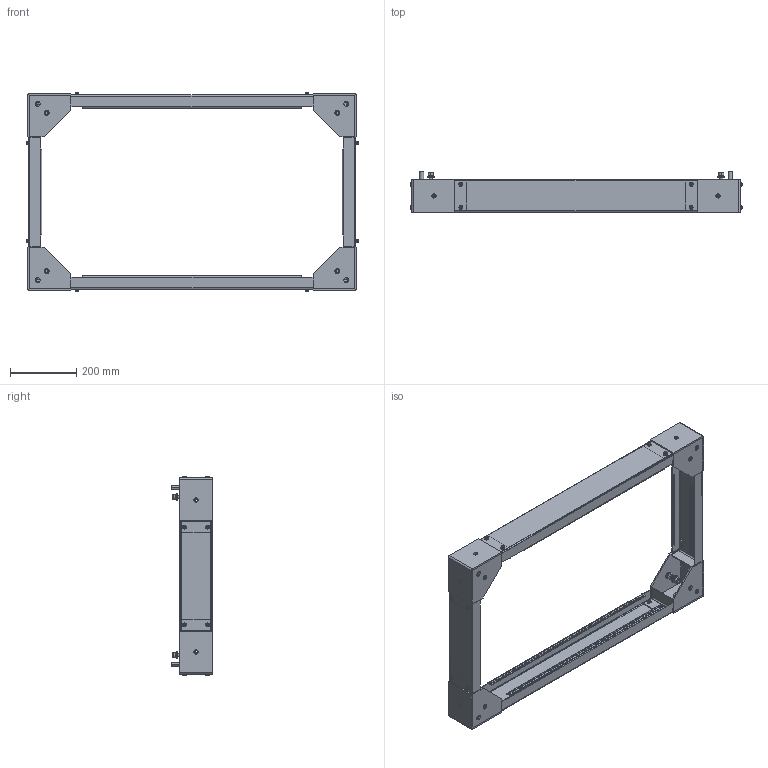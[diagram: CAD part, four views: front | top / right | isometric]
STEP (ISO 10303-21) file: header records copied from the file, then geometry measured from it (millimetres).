
FILE_DESCRIPTION (( 'STEP AP203' ), '1' );
FILE_NAME ('UR05301101006 Öîêîëü ñåéñìîñòîéêèé RS52 100.60 (000.136.053-01).STEP', '2022-04-18T12:14:21', ( '' ), ( '' ), 'SwSTEP 2.0', 'SolidWorks 2017', '' );
FILE_SCHEMA (( 'CONFIG_CONTROL_DESIGN' ));
Length unit declared in the file: millimetre
Products named in the file (19): 024-249 Ïëàñòèíà öîêîëÿ; 嵑殧趌11371_10; Âèíò DIN 912_Œ12å35; 000.137.037 Ñîåäèíèòåëü óãëîâîé; 嵑殧趌6402_12; 070-56 Ïàíåëü öîêîëÿ RS52_00 (00.60); Âèíò DIN 912_Œ10å35; 鎔艜 DIN 912_M6x16; UR05301101006 Öîêîëü ñåéñìîñòîéêèé RS52 100.60 (000.136.053-01); 024-422 Ïëàñòèíà öîêîëÿ; 蹴濋趌5915_M10; bead4; 070-56 Ïàíåëü öîêîëÿ RS52_02 (00.100); 嵑殧趌6402_10; 蹴濋趌5915_M6; 026-597 赶鎀鍧; 嵑殧趌6402_6; 嵑殧趌11371_6; 嵑殧趌11371_12
Assembly tree (101 placements, depth 3):
  UR05301101006 Öîêîëü ñåéñìîñòîéêèé RS52 100.60 (000.136.053-01)
    070-56 Ïàíåëü öîêîëÿ RS52_02 (00.100)  x2
    000.137.037 Ñîåäèíèòåëü óãëîâîé  x4
      024-249 Ïëàñòèíà öîêîëÿ
      024-422 Ïëàñòèíà öîêîëÿ
      蹴濋趌5915_M10
      026-597 赶鎀鍧
      蹴濋趌5915_M6
      bead4
    070-56 Ïàíåëü öîêîëÿ RS52_00 (00.60)  x2
    嵑殧趌11371_6  x16
    嵑殧趌6402_6  x16
    鎔艜 DIN 912_M6x16  x16
    Âèíò DIN 912_Œ12å35  x4
    嵑殧趌6402_12  x4
    嵑殧趌11371_12  x4
    Âèíò DIN 912_Œ10å35  x4
    嵑殧趌11371_10  x8
    嵑殧趌6402_10  x4
    蹴濋趌5915_M10  x4
Bounding box: 1004 x 124.5 x 604 mm (x, y, z)
Volume: 2038129.8 mm3; surface area: 1450795.1 mm2
Topology: 136 solids, 136 shells, 2652 faces, 6540 edges, 4160 vertices
Faces by surface type: plane 1632, cylinder 828, cone 96, torus 96
Entity records: 27785 total; most frequent: DIRECTION 4106, CARTESIAN_POINT 4009, ORIENTED_EDGE 3864, EDGE_CURVE 1932, LINE 1410, VECTOR 1410, AXIS2_PLACEMENT_3D 1348, VERTEX_POINT 1251
